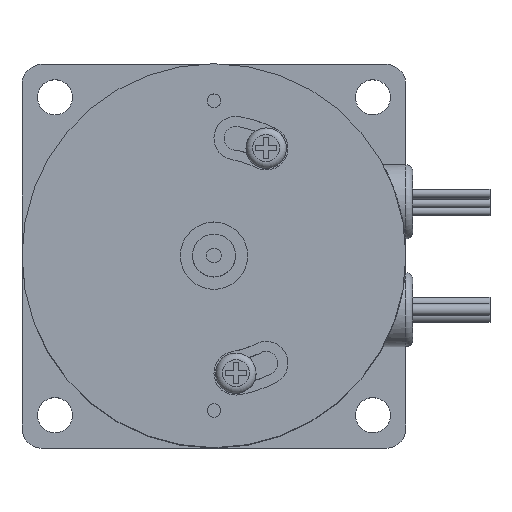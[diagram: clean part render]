
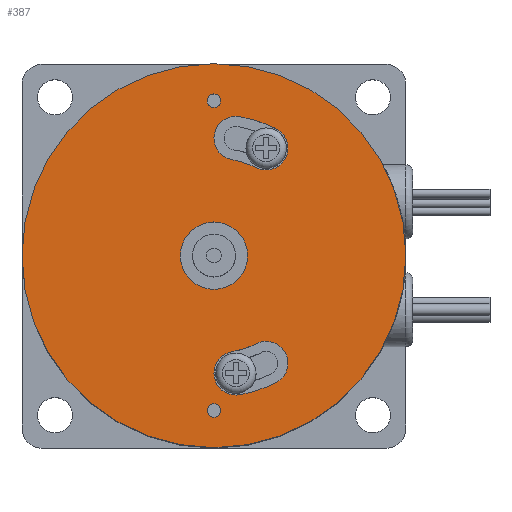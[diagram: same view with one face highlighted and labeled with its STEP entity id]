
A CAD part, top view. The second image highlights one B-rep face of the part: STEP entity #387.
In plain terms, the highlighted planar face has unit normal (0, 0, 1).
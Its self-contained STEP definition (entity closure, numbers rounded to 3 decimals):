
#387 = ADVANCED_FACE( '', ( #893, #894, #895, #896, #897, #898 ), #899, .F. );
#893 = FACE_BOUND( '', #1514, .T. );
#894 = FACE_BOUND( '', #1515, .T. );
#895 = FACE_BOUND( '', #1516, .T. );
#896 = FACE_BOUND( '', #1517, .T. );
#897 = FACE_BOUND( '', #1518, .T. );
#898 = FACE_OUTER_BOUND( '', #1519, .T. );
#899 = PLANE( '', #1520 );
#1514 = EDGE_LOOP( '', ( #2531 ) );
#1515 = EDGE_LOOP( '', ( #2532 ) );
#1516 = EDGE_LOOP( '', ( #2533, #2534, #2535, #2536 ) );
#1517 = EDGE_LOOP( '', ( #2537, #2538, #2539, #2540 ) );
#1518 = EDGE_LOOP( '', ( #2541 ) );
#1519 = EDGE_LOOP( '', ( #2542 ) );
#1520 = AXIS2_PLACEMENT_3D( '', #2543, #2544, #2545 );
#2531 = ORIENTED_EDGE( '', *, *, #3196, .T. );
#2532 = ORIENTED_EDGE( '', *, *, #3395, .T. );
#2533 = ORIENTED_EDGE( '', *, *, #3549, .T. );
#2534 = ORIENTED_EDGE( '', *, *, #3550, .T. );
#2535 = ORIENTED_EDGE( '', *, *, #3551, .T. );
#2536 = ORIENTED_EDGE( '', *, *, #3552, .T. );
#2537 = ORIENTED_EDGE( '', *, *, #3553, .F. );
#2538 = ORIENTED_EDGE( '', *, *, #3241, .F. );
#2539 = ORIENTED_EDGE( '', *, *, #3554, .F. );
#2540 = ORIENTED_EDGE( '', *, *, #3325, .F. );
#2541 = ORIENTED_EDGE( '', *, *, #3230, .T. );
#2542 = ORIENTED_EDGE( '', *, *, #3261, .F. );
#2543 = CARTESIAN_POINT( '', ( 0., 0., 55. ) );
#2544 = DIRECTION( '', ( 0., 0., -1. ) );
#2545 = DIRECTION( '', ( -1., 0., 0. ) );
#3196 = EDGE_CURVE( '', #3720, #3720, #3721, .T. );
#3230 = EDGE_CURVE( '', #3779, #3779, #3780, .T. );
#3241 = EDGE_CURVE( '', #3797, #3798, #3799, .T. );
#3261 = EDGE_CURVE( '', #3832, #3832, #3833, .T. );
#3325 = EDGE_CURVE( '', #3942, #3943, #3944, .T. );
#3395 = EDGE_CURVE( '', #4053, #4053, #4054, .T. );
#3549 = EDGE_CURVE( '', #4284, #4285, #4286, .T. );
#3550 = EDGE_CURVE( '', #4285, #4287, #4288, .T. );
#3551 = EDGE_CURVE( '', #4287, #4289, #4290, .T. );
#3552 = EDGE_CURVE( '', #4289, #4284, #4291, .T. );
#3553 = EDGE_CURVE( '', #3798, #3942, #4292, .T. );
#3554 = EDGE_CURVE( '', #3943, #3797, #4293, .T. );
#3720 = VERTEX_POINT( '', #4495 );
#3721 = CIRCLE( '', #4496, 1.007 );
#3779 = VERTEX_POINT( '', #4564 );
#3780 = CIRCLE( '', #4565, 5. );
#3797 = VERTEX_POINT( '', #4589 );
#3798 = VERTEX_POINT( '', #4590 );
#3799 = CIRCLE( '', #4591, 21. );
#3832 = VERTEX_POINT( '', #4715 );
#3833 = CIRCLE( '', #4716, 28.5 );
#3942 = VERTEX_POINT( '', #4939 );
#3943 = VERTEX_POINT( '', #4940 );
#3944 = CIRCLE( '', #4941, 14.5 );
#4053 = VERTEX_POINT( '', #5076 );
#4054 = CIRCLE( '', #5077, 1.007 );
#4284 = VERTEX_POINT( '', #5379 );
#4285 = VERTEX_POINT( '', #5380 );
#4286 = CIRCLE( '', #5381, 14.5 );
#4287 = VERTEX_POINT( '', #5382 );
#4288 = CIRCLE( '', #5383, 3.25 );
#4289 = VERTEX_POINT( '', #5384 );
#4290 = CIRCLE( '', #5385, 21. );
#4291 = CIRCLE( '', #5386, 3.25 );
#4292 = CIRCLE( '', #5387, 3.25 );
#4293 = CIRCLE( '', #5388, 3.25 );
#4495 = CARTESIAN_POINT( '', ( 0., -24.007, 55. ) );
#4496 = AXIS2_PLACEMENT_3D( '', #5627, #5628, #5629 );
#4564 = CARTESIAN_POINT( '', ( 0., 5., 55. ) );
#4565 = AXIS2_PLACEMENT_3D( '', #5682, #5683, #5684 );
#4589 = CARTESIAN_POINT( '', ( 9.169, 18.893, 55. ) );
#4590 = CARTESIAN_POINT( '', ( 3.845, 20.645, 55. ) );
#4591 = AXIS2_PLACEMENT_3D( '', #5692, #5693, #5694 );
#4715 = CARTESIAN_POINT( '', ( 28.5, 0., 55. ) );
#4716 = AXIS2_PLACEMENT_3D( '', #5714, #5715, #5716 );
#4939 = CARTESIAN_POINT( '', ( 2.655, 14.255, 55. ) );
#4940 = CARTESIAN_POINT( '', ( 6.331, 13.045, 55. ) );
#4941 = AXIS2_PLACEMENT_3D( '', #5782, #5783, #5784 );
#5076 = CARTESIAN_POINT( '', ( 0., 21.994, 55. ) );
#5077 = AXIS2_PLACEMENT_3D( '', #5880, #5881, #5882 );
#5379 = CARTESIAN_POINT( '', ( 2.655, -14.255, 55. ) );
#5380 = CARTESIAN_POINT( '', ( 6.331, -13.045, 55. ) );
#5381 = AXIS2_PLACEMENT_3D( '', #6069, #6070, #6071 );
#5382 = CARTESIAN_POINT( '', ( 9.169, -18.893, 55. ) );
#5383 = AXIS2_PLACEMENT_3D( '', #6072, #6073, #6074 );
#5384 = CARTESIAN_POINT( '', ( 3.845, -20.645, 55. ) );
#5385 = AXIS2_PLACEMENT_3D( '', #6075, #6076, #6077 );
#5386 = AXIS2_PLACEMENT_3D( '', #6078, #6079, #6080 );
#5387 = AXIS2_PLACEMENT_3D( '', #6081, #6082, #6083 );
#5388 = AXIS2_PLACEMENT_3D( '', #6084, #6085, #6086 );
#5627 = CARTESIAN_POINT( '', ( 0., -23., 55. ) );
#5628 = DIRECTION( '', ( 0., 0., -1. ) );
#5629 = DIRECTION( '', ( 0., -1., 0. ) );
#5682 = CARTESIAN_POINT( '', ( 0., 0., 55. ) );
#5683 = DIRECTION( '', ( 0., 0., -1. ) );
#5684 = DIRECTION( '', ( 0., 1., 0. ) );
#5692 = CARTESIAN_POINT( '', ( 0., 0., 55. ) );
#5693 = DIRECTION( '', ( 0., 0., 1. ) );
#5694 = DIRECTION( '', ( 0., -1., 0. ) );
#5714 = CARTESIAN_POINT( '', ( 0., 0., 55. ) );
#5715 = DIRECTION( '', ( 0., 0., -1. ) );
#5716 = DIRECTION( '', ( 1., 0., 0. ) );
#5782 = CARTESIAN_POINT( '', ( 0., 0., 55. ) );
#5783 = DIRECTION( '', ( 0., 0., -1. ) );
#5784 = DIRECTION( '', ( 0., -1., 0. ) );
#5880 = CARTESIAN_POINT( '', ( 0., 23., 55. ) );
#5881 = DIRECTION( '', ( 0., 0., -1. ) );
#5882 = DIRECTION( '', ( 0., -1., 0. ) );
#6069 = CARTESIAN_POINT( '', ( 0., 0., 55. ) );
#6070 = DIRECTION( '', ( 0., 0., 1. ) );
#6071 = DIRECTION( '', ( 0., -1., 0. ) );
#6072 = CARTESIAN_POINT( '', ( 7.75, -15.969, 55. ) );
#6073 = DIRECTION( '', ( 0., 0., -1. ) );
#6074 = DIRECTION( '', ( 0., -1., 0. ) );
#6075 = CARTESIAN_POINT( '', ( 0., 0., 55. ) );
#6076 = DIRECTION( '', ( 0., 0., -1. ) );
#6077 = DIRECTION( '', ( 0., -1., 0. ) );
#6078 = CARTESIAN_POINT( '', ( 3.25, -17.45, 55. ) );
#6079 = DIRECTION( '', ( 0., 0., -1. ) );
#6080 = DIRECTION( '', ( 0., 1., 0. ) );
#6081 = CARTESIAN_POINT( '', ( 3.25, 17.45, 55. ) );
#6082 = DIRECTION( '', ( 0., 0., 1. ) );
#6083 = DIRECTION( '', ( 0., -1., 0. ) );
#6084 = CARTESIAN_POINT( '', ( 7.75, 15.969, 55. ) );
#6085 = DIRECTION( '', ( 0., 0., 1. ) );
#6086 = DIRECTION( '', ( 0., 1., 0. ) );
